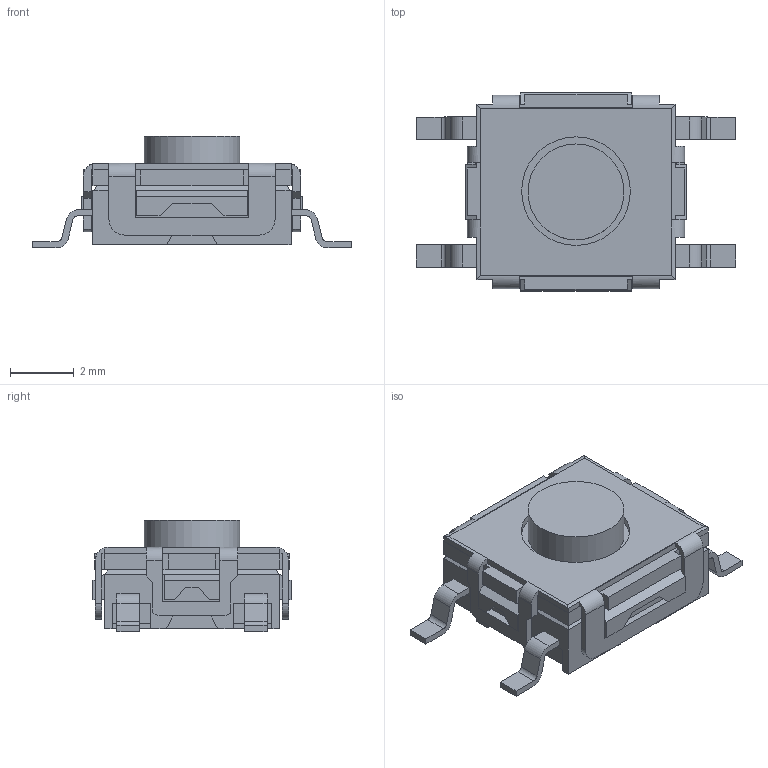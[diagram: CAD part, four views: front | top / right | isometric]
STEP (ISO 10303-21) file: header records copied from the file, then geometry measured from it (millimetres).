
FILE_DESCRIPTION((''),'2;1');
FILE_NAME('TL6700AFxxxQG.stp','2011-03-11T07:49:11',('blarson'),(''),'Autodesk Inventor 11','Autodesk Inventor 11','');
FILE_SCHEMA(('AUTOMOTIVE_DESIGN { 1 0 10303 214 1 1 1 1 }'));
Length unit declared in the file: millimetre
Products named in the file (5): P010460; TL6700-hsg; TL6700-SEAL; TL6700-Bracket; TL6700-Terminals
Assembly tree (4 placements, depth 2):
  P010460
    TL6700-hsg
    TL6700-SEAL
    TL6700-Bracket
    TL6700-Terminals
Bounding box: 10 x 6.2 x 3.5 mm (x, y, z)
Volume: 86.3 mm3; surface area: 432.6 mm2
Topology: 5 solids, 5 shells, 454 faces, 1301 edges, 864 vertices
Faces by surface type: plane 307, bspline 78, cylinder 67, cone 2
Full cylindrical faces by diameter (mm): 0.8 x1, 1.5 x1, 3 x1, 3.4 x1
Entity records: 14786 total; most frequent: CARTESIAN_POINT 2856, ORIENTED_EDGE 2590, DIRECTION 2213, EDGE_CURVE 1295, VECTOR 1147, LINE 1147, VERTEX_POINT 864, AXIS2_PLACEMENT_3D 533
